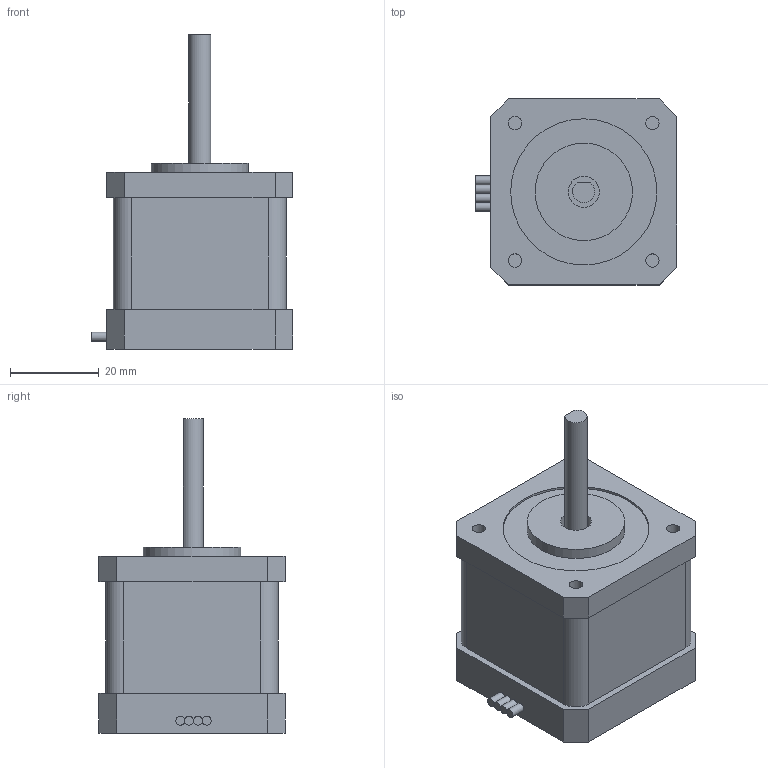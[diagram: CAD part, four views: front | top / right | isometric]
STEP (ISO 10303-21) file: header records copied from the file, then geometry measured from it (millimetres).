
FILE_DESCRIPTION(/* description */ (''),/* implementation_level */ '2;1');
FILE_NAME(/* name */ '42-40.stp',/* time_stamp */ '2020-11-19T20:17:11+03:00',/* author */ ('Max'),/* organization */ (''),/* preprocessor_version */ 'ST-DEVELOPER v16.5',/* originating_system */ 'Autodesk Inventor 2017',/* authorisation */ '');
FILE_SCHEMA (('AUTOMOTIVE_DESIGN { 1 0 10303 214 3 1 1 }'));
Length unit declared in the file: millimetre
Products named in the file (1): 42-34 motor
Bounding box: 45.5 x 42 x 71 mm (x, y, z)
Volume: 64244.3 mm3; surface area: 11562.5 mm2
Topology: 1 solids, 5 shells, 87 faces, 156 edges, 100 vertices
Faces by surface type: plane 55, cylinder 32
Full cylindrical faces by diameter (mm): 2 x2, 3 x8, 4 x4, 5 x5, 7 x1, 10 x1, 22 x1, 33 x1
Entity records: 2178 total; most frequent: DIRECTION 375, CARTESIAN_POINT 323, ORIENTED_EDGE 276, AXIS2_PLACEMENT_3D 152, EDGE_CURVE 135, EDGE_LOOP 129, VERTEX_POINT 100, FACE_OUTER_BOUND 87
